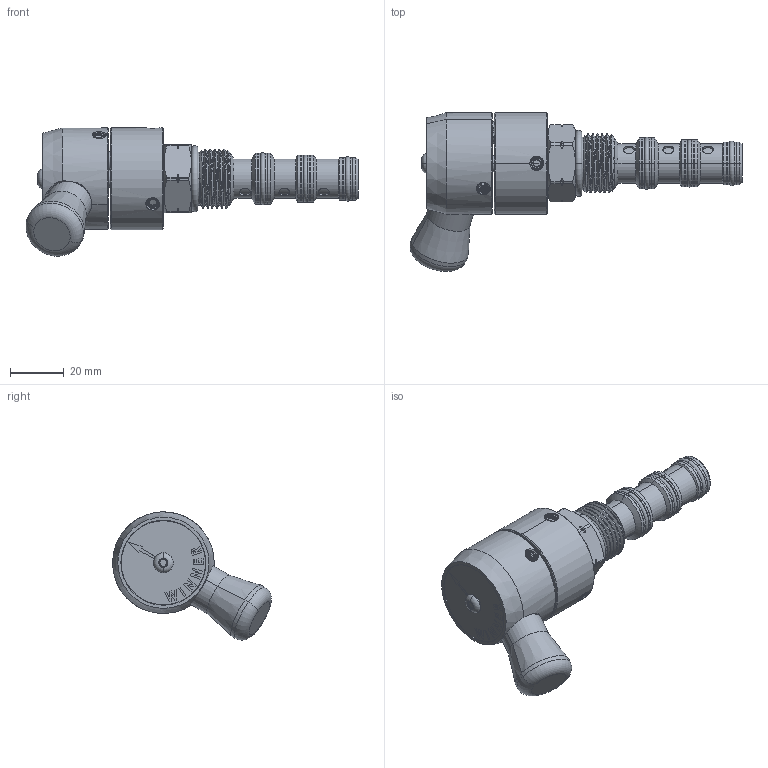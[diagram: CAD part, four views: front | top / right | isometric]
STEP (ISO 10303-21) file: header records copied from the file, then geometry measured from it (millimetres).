
FILE_DESCRIPTION (( 'STEP AP203' ), '1' );
FILE_NAME ('DR10W4A10R-2.STEP', '2024-05-29T06:15:30', ( '' ), ( '' ), 'SwSTEP 2.0', 'SolidWorks 2018', '' );
FILE_SCHEMA (( 'CONFIG_CONTROL_DESIGN' ));
Length unit declared in the file: millimetre
Products named in the file (1): DR10W4A10R-2
Bounding box: 123.79 x 59.22 x 47.78 mm (x, y, z)
Volume: 74587.9 mm3; surface area: 19787.5 mm2
Topology: 1 solids, 2 shells, 667 faces, 1690 edges, 1075 vertices
Faces by surface type: cylinder 274, plane 181, cone 114, bspline 68, torus 30
Entity records: 79203 total; most frequent: CARTESIAN_POINT 64437, ORIENTED_EDGE 3364, DIRECTION 2684, EDGE_CURVE 1682, VERTEX_POINT 1075, AXIS2_PLACEMENT_3D 1034, EDGE_LOOP 731, FACE_OUTER_BOUND 667
